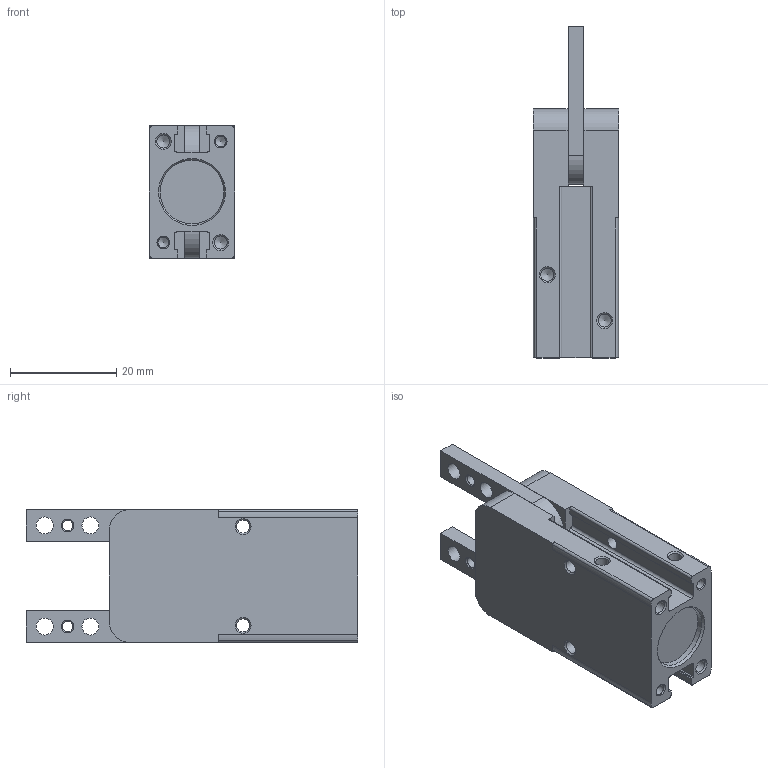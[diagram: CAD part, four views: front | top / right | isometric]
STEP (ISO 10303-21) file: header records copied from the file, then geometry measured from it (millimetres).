
FILE_DESCRIPTION(/* description */ ('STEP AP214'),/* implementation_level */ '2;1');
FILE_NAME(/* name */ '8125481_DHWC-10-A',/* time_stamp */ '2024-08-14T15:09:11+02:00',/* author */ ('License CC BY-ND 4.0'),/* organization */ ('CADENAS'),/* preprocessor_version */ 'ST-DEVELOPER v19.3',/* originating_system */ 'PARTsolutions',/* authorisation */ ' ');
FILE_SCHEMA (('AUTOMOTIVE_DESIGN {1 0 10303 214 3 1 1}'));
Length unit declared in the file: millimetre
Products named in the file (3): 8125481 DHWC-10-A---(0_high); 8125481 DHWC-10-A---(high_h); 8125481 DHWC-10-A---(high_J)
Assembly tree (3 placements, depth 2):
  8125481 DHWC-10-A---(0_high)
    8125481 DHWC-10-A---(high_h)
    8125481 DHWC-10-A---(high_J)  x2
Bounding box: 16 x 62.4 x 25 mm (x, y, z)
Volume: 16331 mm3; surface area: 7908.4 mm2
Topology: 3 solids, 3 shells, 163 faces, 431 edges, 277 vertices
Faces by surface type: cylinder 69, plane 61, cone 33
Full cylindrical faces by diameter (mm): 2 x12, 2.459 x10, 3.2 x4, 12 x1
Entity records: 4206 total; most frequent: DIRECTION 743, CARTESIAN_POINT 696, ORIENTED_EDGE 620, EDGE_CURVE 310, AXIS2_PLACEMENT_3D 286, VERTEX_POINT 239, FACE_BOUND 233, EDGE_LOOP 221
